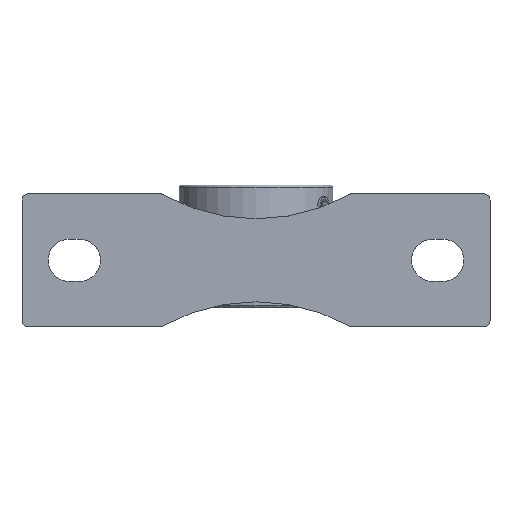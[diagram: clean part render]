
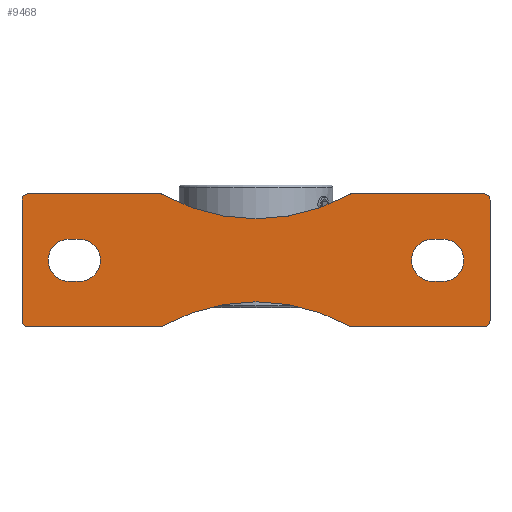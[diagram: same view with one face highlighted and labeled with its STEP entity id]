
A CAD part, front view. The second image highlights one B-rep face of the part: STEP entity #9468.
In plain terms, the highlighted face is planar.
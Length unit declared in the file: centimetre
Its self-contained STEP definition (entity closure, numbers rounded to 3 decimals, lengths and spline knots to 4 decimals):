
#9037=CARTESIAN_POINT('',(2.421,9.4,0.));
#9038=VERTEX_POINT('',#9037);
#9045=CARTESIAN_POINT('',(-2.421,9.4,0.));
#9046=VERTEX_POINT('',#9045);
#9047=CARTESIAN_POINT('',(-12345.,9.4,0.));
#9048=DIRECTION('',(1.,0.,-0.));
#9049=VECTOR('',#9048,24690.);
#9050=LINE('',#9047,#9049);
#9051=EDGE_CURVE('',#9046,#9038,#9050,.T.);
#9068=CARTESIAN_POINT('',(2.675,9.146,0.));
#9069=VERTEX_POINT('',#9068);
#9076=CARTESIAN_POINT('',(2.421,9.146,0.));
#9077=DIRECTION('',(0.,-0.,1.));
#9078=DIRECTION('',(0.707,0.707,0.));
#9079=AXIS2_PLACEMENT_3D('',#9076,#9077,#9078);
#9080=CIRCLE('',#9079,0.254);
#9081=EDGE_CURVE('',#9069,#9038,#9080,.T.);
#9103=CARTESIAN_POINT('',(2.675,3.8786,0.));
#9104=VERTEX_POINT('',#9103);
#9111=CARTESIAN_POINT('',(2.675,12354.4,0.));
#9112=DIRECTION('',(0.,-1.,0.));
#9113=VECTOR('',#9112,24690.);
#9114=LINE('',#9111,#9113);
#9115=EDGE_CURVE('',#9069,#9104,#9114,.T.);
#9241=CARTESIAN_POINT('',(2.421,-9.4,0.));
#9242=VERTEX_POINT('',#9241);
#9249=CARTESIAN_POINT('',(2.675,-9.146,0.));
#9250=VERTEX_POINT('',#9249);
#9251=CARTESIAN_POINT('',(2.421,-9.146,0.));
#9252=DIRECTION('',(0.,0.,1.));
#9253=DIRECTION('',(0.707,-0.707,0.));
#9254=AXIS2_PLACEMENT_3D('',#9251,#9252,#9253);
#9255=CIRCLE('',#9254,0.254);
#9256=EDGE_CURVE('',#9242,#9250,#9255,.T.);
#9267=CARTESIAN_POINT('',(1.1999,-4.8889,0.));
#9268=DIRECTION('',(0.,0.,1.));
#9269=DIRECTION('',(1.,0.,0.));
#9270=AXIS2_PLACEMENT_3D('',#9267,#9268,#9269);
#9271=PLANE('',#9270);
#9272=ORIENTED_EDGE('',*,*,#9081,.F.);
#9273=ORIENTED_EDGE('',*,*,#9115,.T.);
#9274=CARTESIAN_POINT('',(2.6429,3.7549,0.));
#9275=VERTEX_POINT('',#9274);
#9276=CARTESIAN_POINT('',(2.421,3.8786,0.));
#9277=DIRECTION('',(0.,0.,1.));
#9278=DIRECTION('',(0.968,-0.252,0.));
#9279=AXIS2_PLACEMENT_3D('',#9276,#9277,#9278);
#9280=CIRCLE('',#9279,0.254);
#9281=EDGE_CURVE('',#9275,#9104,#9280,.T.);
#9282=ORIENTED_EDGE('',*,*,#9281,.F.);
#9283=CARTESIAN_POINT('',(1.6669,0.,0.));
#9284=VERTEX_POINT('',#9283);
#9285=CARTESIAN_POINT('',(9.3781,0.,0.));
#9286=DIRECTION('',(0.,0.,1.));
#9287=DIRECTION('',(1.,0.,-0.));
#9288=AXIS2_PLACEMENT_3D('',#9285,#9286,#9287);
#9289=CIRCLE('',#9288,7.7112);
#9290=EDGE_CURVE('',#9275,#9284,#9289,.T.);
#9291=ORIENTED_EDGE('',*,*,#9290,.T.);
#9292=CARTESIAN_POINT('',(2.6429,-3.7549,0.));
#9293=VERTEX_POINT('',#9292);
#9294=CARTESIAN_POINT('',(9.3781,0.,0.));
#9295=DIRECTION('',(0.,0.,1.));
#9296=DIRECTION('',(1.,0.,-0.));
#9297=AXIS2_PLACEMENT_3D('',#9294,#9295,#9296);
#9298=CIRCLE('',#9297,7.7112);
#9299=EDGE_CURVE('',#9284,#9293,#9298,.T.);
#9300=ORIENTED_EDGE('',*,*,#9299,.T.);
#9301=CARTESIAN_POINT('',(2.675,-3.8786,0.));
#9302=VERTEX_POINT('',#9301);
#9303=CARTESIAN_POINT('',(2.421,-3.8786,0.));
#9304=DIRECTION('',(0.,-0.,1.));
#9305=DIRECTION('',(0.968,0.252,0.));
#9306=AXIS2_PLACEMENT_3D('',#9303,#9304,#9305);
#9307=CIRCLE('',#9306,0.254);
#9308=EDGE_CURVE('',#9302,#9293,#9307,.T.);
#9309=ORIENTED_EDGE('',*,*,#9308,.F.);
#9310=CARTESIAN_POINT('',(2.675,-12354.4,0.));
#9311=DIRECTION('',(0.,1.,0.));
#9312=VECTOR('',#9311,24690.);
#9313=LINE('',#9310,#9312);
#9314=EDGE_CURVE('',#9250,#9302,#9313,.T.);
#9315=ORIENTED_EDGE('',*,*,#9314,.F.);
#9316=ORIENTED_EDGE('',*,*,#9256,.F.);
#9317=CARTESIAN_POINT('',(-2.421,-9.4,0.));
#9318=VERTEX_POINT('',#9317);
#9319=CARTESIAN_POINT('',(-12345.,-9.4,0.));
#9320=DIRECTION('',(1.,0.,-0.));
#9321=VECTOR('',#9320,24690.);
#9322=LINE('',#9319,#9321);
#9323=EDGE_CURVE('',#9318,#9242,#9322,.T.);
#9324=ORIENTED_EDGE('',*,*,#9323,.F.);
#9325=CARTESIAN_POINT('',(-2.675,-9.146,0.));
#9326=VERTEX_POINT('',#9325);
#9327=CARTESIAN_POINT('',(-2.421,-9.146,0.));
#9328=DIRECTION('',(0.,0.,1.));
#9329=DIRECTION('',(-0.707,-0.707,0.));
#9330=AXIS2_PLACEMENT_3D('',#9327,#9328,#9329);
#9331=CIRCLE('',#9330,0.254);
#9332=EDGE_CURVE('',#9326,#9318,#9331,.T.);
#9333=ORIENTED_EDGE('',*,*,#9332,.F.);
#9334=CARTESIAN_POINT('',(-2.675,-3.8786,0.));
#9335=VERTEX_POINT('',#9334);
#9336=CARTESIAN_POINT('',(-2.675,-12354.4,0.));
#9337=DIRECTION('',(0.,1.,0.));
#9338=VECTOR('',#9337,24690.);
#9339=LINE('',#9336,#9338);
#9340=EDGE_CURVE('',#9326,#9335,#9339,.T.);
#9341=ORIENTED_EDGE('',*,*,#9340,.T.);
#9342=CARTESIAN_POINT('',(-2.6429,-3.7549,0.));
#9343=VERTEX_POINT('',#9342);
#9344=CARTESIAN_POINT('',(-2.421,-3.8786,0.));
#9345=DIRECTION('',(0.,0.,1.));
#9346=DIRECTION('',(-0.968,0.252,0.));
#9347=AXIS2_PLACEMENT_3D('',#9344,#9345,#9346);
#9348=CIRCLE('',#9347,0.254);
#9349=EDGE_CURVE('',#9343,#9335,#9348,.T.);
#9350=ORIENTED_EDGE('',*,*,#9349,.F.);
#9351=CARTESIAN_POINT('',(-1.6669,-0.,0.));
#9352=VERTEX_POINT('',#9351);
#9353=CARTESIAN_POINT('',(-9.3781,0.,0.));
#9354=DIRECTION('',(0.,0.,-1.));
#9355=DIRECTION('',(-1.,0.,0.));
#9356=AXIS2_PLACEMENT_3D('',#9353,#9354,#9355);
#9357=CIRCLE('',#9356,7.7112);
#9358=EDGE_CURVE('',#9352,#9343,#9357,.T.);
#9359=ORIENTED_EDGE('',*,*,#9358,.F.);
#9360=CARTESIAN_POINT('',(-2.6429,3.7549,0.));
#9361=VERTEX_POINT('',#9360);
#9362=CARTESIAN_POINT('',(-9.3781,0.,0.));
#9363=DIRECTION('',(0.,0.,-1.));
#9364=DIRECTION('',(-1.,0.,0.));
#9365=AXIS2_PLACEMENT_3D('',#9362,#9363,#9364);
#9366=CIRCLE('',#9365,7.7112);
#9367=EDGE_CURVE('',#9361,#9352,#9366,.T.);
#9368=ORIENTED_EDGE('',*,*,#9367,.F.);
#9369=CARTESIAN_POINT('',(-2.675,3.8786,0.));
#9370=VERTEX_POINT('',#9369);
#9371=CARTESIAN_POINT('',(-2.421,3.8786,0.));
#9372=DIRECTION('',(0.,0.,1.));
#9373=DIRECTION('',(-0.968,-0.252,0.));
#9374=AXIS2_PLACEMENT_3D('',#9371,#9372,#9373);
#9375=CIRCLE('',#9374,0.254);
#9376=EDGE_CURVE('',#9370,#9361,#9375,.T.);
#9377=ORIENTED_EDGE('',*,*,#9376,.F.);
#9378=CARTESIAN_POINT('',(-2.675,9.146,0.));
#9379=VERTEX_POINT('',#9378);
#9380=CARTESIAN_POINT('',(-2.675,12354.4,0.));
#9381=DIRECTION('',(0.,-1.,0.));
#9382=VECTOR('',#9381,24690.);
#9383=LINE('',#9380,#9382);
#9384=EDGE_CURVE('',#9379,#9370,#9383,.T.);
#9385=ORIENTED_EDGE('',*,*,#9384,.F.);
#9386=CARTESIAN_POINT('',(-2.421,9.146,0.));
#9387=DIRECTION('',(0.,0.,1.));
#9388=DIRECTION('',(-0.707,0.707,0.));
#9389=AXIS2_PLACEMENT_3D('',#9386,#9387,#9388);
#9390=CIRCLE('',#9389,0.254);
#9391=EDGE_CURVE('',#9046,#9379,#9390,.T.);
#9392=ORIENTED_EDGE('',*,*,#9391,.F.);
#9393=ORIENTED_EDGE('',*,*,#9051,.T.);
#9394=EDGE_LOOP('',(#9272,#9273,#9282,#9291,#9300,#9309,#9315,#9316,#9324,#9333,#9341,#9350,#9359,#9368,#9377,#9385,#9392,#9393));
#9395=FACE_BOUND('',#9394,.T.);
#9396=CARTESIAN_POINT('',(0.85,7.5,0.));
#9397=VERTEX_POINT('',#9396);
#9398=CARTESIAN_POINT('',(-0.85,7.5,0.));
#9399=VERTEX_POINT('',#9398);
#9400=CARTESIAN_POINT('',(0.,7.5,0.));
#9401=DIRECTION('',(0.,0.,1.));
#9402=DIRECTION('',(-1.,0.,0.));
#9403=AXIS2_PLACEMENT_3D('',#9400,#9401,#9402);
#9404=CIRCLE('',#9403,0.85);
#9405=EDGE_CURVE('',#9397,#9399,#9404,.T.);
#9406=ORIENTED_EDGE('',*,*,#9405,.T.);
#9407=CARTESIAN_POINT('',(-0.85,7.1,0.));
#9408=VERTEX_POINT('',#9407);
#9409=CARTESIAN_POINT('',(-0.85,12346.2055,0.));
#9410=DIRECTION('',(0.,-1.,0.));
#9411=VECTOR('',#9410,24690.);
#9412=LINE('',#9409,#9411);
#9413=EDGE_CURVE('',#9399,#9408,#9412,.T.);
#9414=ORIENTED_EDGE('',*,*,#9413,.T.);
#9415=CARTESIAN_POINT('',(0.85,7.1,0.));
#9416=VERTEX_POINT('',#9415);
#9417=CARTESIAN_POINT('',(0.,7.1,0.));
#9418=DIRECTION('',(0.,0.,1.));
#9419=DIRECTION('',(-1.,0.,0.));
#9420=AXIS2_PLACEMENT_3D('',#9417,#9418,#9419);
#9421=CIRCLE('',#9420,0.85);
#9422=EDGE_CURVE('',#9408,#9416,#9421,.T.);
#9423=ORIENTED_EDGE('',*,*,#9422,.T.);
#9424=CARTESIAN_POINT('',(0.85,-12343.7945,0.));
#9425=DIRECTION('',(0.,1.,-0.));
#9426=VECTOR('',#9425,24690.);
#9427=LINE('',#9424,#9426);
#9428=EDGE_CURVE('',#9416,#9397,#9427,.T.);
#9429=ORIENTED_EDGE('',*,*,#9428,.T.);
#9430=EDGE_LOOP('',(#9406,#9414,#9423,#9429));
#9431=FACE_BOUND('',#9430,.T.);
#9432=CARTESIAN_POINT('',(0.85,-7.1,0.));
#9433=VERTEX_POINT('',#9432);
#9434=CARTESIAN_POINT('',(-0.85,-7.1,0.));
#9435=VERTEX_POINT('',#9434);
#9436=CARTESIAN_POINT('',(-0.,-7.1,0.));
#9437=DIRECTION('',(0.,0.,1.));
#9438=DIRECTION('',(1.,0.,-0.));
#9439=AXIS2_PLACEMENT_3D('',#9436,#9437,#9438);
#9440=CIRCLE('',#9439,0.85);
#9441=EDGE_CURVE('',#9433,#9435,#9440,.T.);
#9442=ORIENTED_EDGE('',*,*,#9441,.T.);
#9443=CARTESIAN_POINT('',(-0.85,-7.5,0.));
#9444=VERTEX_POINT('',#9443);
#9445=CARTESIAN_POINT('',(-0.85,12338.9055,0.));
#9446=DIRECTION('',(0.,-1.,0.));
#9447=VECTOR('',#9446,24690.);
#9448=LINE('',#9445,#9447);
#9449=EDGE_CURVE('',#9435,#9444,#9448,.T.);
#9450=ORIENTED_EDGE('',*,*,#9449,.T.);
#9451=CARTESIAN_POINT('',(0.85,-7.5,0.));
#9452=VERTEX_POINT('',#9451);
#9453=CARTESIAN_POINT('',(0.,-7.5,0.));
#9454=DIRECTION('',(0.,0.,1.));
#9455=DIRECTION('',(-1.,0.,0.));
#9456=AXIS2_PLACEMENT_3D('',#9453,#9454,#9455);
#9457=CIRCLE('',#9456,0.85);
#9458=EDGE_CURVE('',#9444,#9452,#9457,.T.);
#9459=ORIENTED_EDGE('',*,*,#9458,.T.);
#9460=CARTESIAN_POINT('',(0.85,-12351.0945,0.));
#9461=DIRECTION('',(0.,1.,0.));
#9462=VECTOR('',#9461,24690.);
#9463=LINE('',#9460,#9462);
#9464=EDGE_CURVE('',#9452,#9433,#9463,.T.);
#9465=ORIENTED_EDGE('',*,*,#9464,.T.);
#9466=EDGE_LOOP('',(#9442,#9450,#9459,#9465));
#9467=FACE_BOUND('',#9466,.T.);
#9468=ADVANCED_FACE('',(#9395,#9431,#9467),#9271,.F.);
